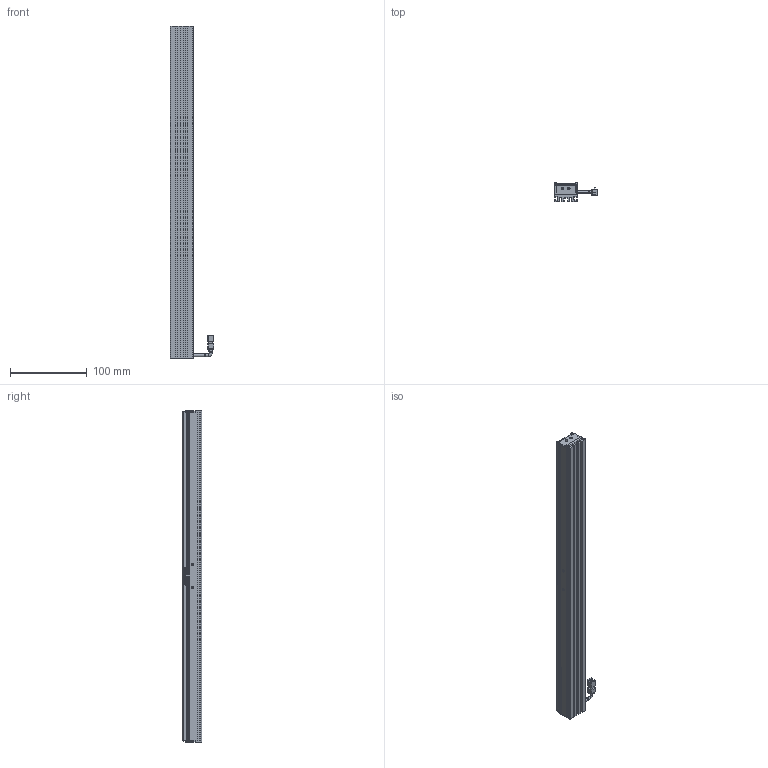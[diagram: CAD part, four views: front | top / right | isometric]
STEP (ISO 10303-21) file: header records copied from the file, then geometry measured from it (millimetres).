
FILE_DESCRIPTION (( 'STEP AP214' ), '1' );
FILE_NAME ('660208-W.STEP', '2019-03-14T08:41:30', ( 'user' ), ( '微软中国' ), 'SwSTEP 2.0', 'SolidWorks 2016', '' );
FILE_SCHEMA (( 'AUTOMOTIVE_DESIGN' ));
Length unit declared in the file: millimetre
Products named in the file (1): 660208-W
Bounding box: 57 x 25 x 434 mm (x, y, z)
Volume: 145249.3 mm3; surface area: 148514.4 mm2
Topology: 6 solids, 6 shells, 1842 faces, 4521 edges, 2985 vertices
Faces by surface type: plane 1656, cylinder 83, bspline 61, cone 42
Entity records: 72785 total; most frequent: CARTESIAN_POINT 10354, ORIENTED_EDGE 8990, DIRECTION 8129, EDGE_CURVE 4495, VECTOR 4189, LINE 4189, VERTEX_POINT 2985, EDGE_LOOP 2176
